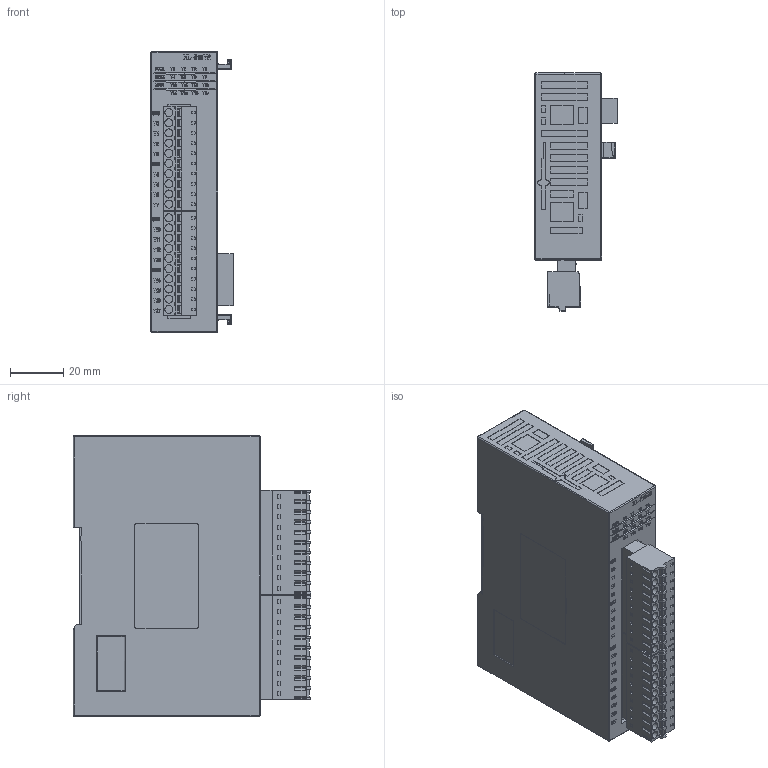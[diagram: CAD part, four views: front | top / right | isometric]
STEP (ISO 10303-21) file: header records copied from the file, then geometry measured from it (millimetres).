
FILE_DESCRIPTION(/* description */ (''),/* implementation_level */ '2;1');
FILE_NAME(/* name */ 'XL-E16YR',/* time_stamp */ '2022-08-23T16:29:00+08:00',/* author */ (''),/* organization */ (''),/* preprocessor_version */ 'ST-DEVELOPER v16.5',/* originating_system */ '',/* authorisation */ '');
FILE_SCHEMA (('CONFIG_CONTROL_DESIGN'));
Length unit declared in the file: millimetre
Products named in the file (1): Document
Bounding box: 30.8 x 88.99 x 105 mm (x, y, z)
Volume: 195145.7 mm3; surface area: 32173.3 mm2
Topology: 1 solids, 110 shells, 1603 faces, 5398 edges, 4048 vertices
Faces by surface type: plane 1424, cylinder 153, bspline 26
Entity records: 55647 total; most frequent: CARTESIAN_POINT 21629, ORIENTED_EDGE 9304, EDGE_CURVE 5397, B_SPLINE_CURVE_WITH_KNOTS 5084, VERTEX_POINT 4048, EDGE_LOOP 1768, ADVANCED_FACE 1603, FACE_OUTER_BOUND 1603
